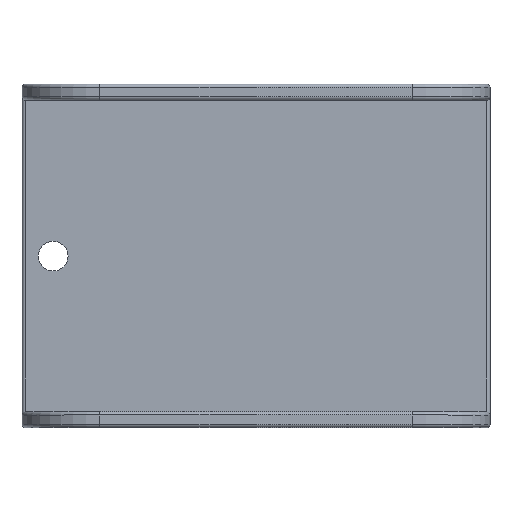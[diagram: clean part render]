
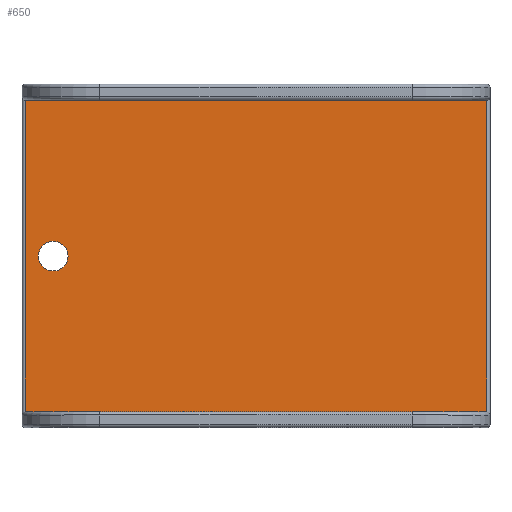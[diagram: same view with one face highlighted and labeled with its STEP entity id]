
A CAD part, top view. The second image highlights one B-rep face of the part: STEP entity #650.
In plain terms, the highlighted planar face has unit normal (0, 0, 1).
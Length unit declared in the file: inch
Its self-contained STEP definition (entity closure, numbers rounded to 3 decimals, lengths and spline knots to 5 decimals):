
#35=CARTESIAN_POINT('',(-1.3,0.,-0.4));
#36=DIRECTION('',(0.,0.,-1.));
#37=DIRECTION('',(0.,1.,0.));
#38=AXIS2_PLACEMENT_3D('',#35,#36,#37);
#40=CARTESIAN_POINT('',(-1.3,0.,-0.4));
#41=DIRECTION('',(0.,0.,-1.));
#42=DIRECTION('',(0.,-1.,0.));
#43=AXIS2_PLACEMENT_3D('',#40,#41,#42);
#45=DIRECTION('',(0.,-1.,0.));
#46=VECTOR('',#45,2.);
#47=CARTESIAN_POINT('',(1.48,1.,-0.4));
#48=LINE('',#47,#46);
#49=DIRECTION('',(-1.,0.,0.));
#50=VECTOR('',#49,2.96);
#51=CARTESIAN_POINT('',(1.48,-1.,-0.4));
#52=LINE('',#51,#50);
#53=DIRECTION('',(0.,1.,0.));
#54=VECTOR('',#53,2.);
#55=CARTESIAN_POINT('',(-1.48,-1.,-0.4));
#56=LINE('',#55,#54);
#270=DIRECTION('',(-1.,0.,0.));
#271=VECTOR('',#270,2.96);
#272=CARTESIAN_POINT('',(1.48,1.,-0.4));
#273=LINE('',#272,#271);
#473=CARTESIAN_POINT('',(-1.3,0.095,-0.4));
#474=VERTEX_POINT('',#473);
#475=CARTESIAN_POINT('',(-1.3,-0.095,-0.4));
#476=VERTEX_POINT('',#475);
#511=CARTESIAN_POINT('',(1.48,1.,-0.4));
#512=CARTESIAN_POINT('',(1.48,-1.,-0.4));
#513=VERTEX_POINT('',#511);
#514=VERTEX_POINT('',#512);
#516=CARTESIAN_POINT('',(-1.48,-1.,-0.4));
#518=VERTEX_POINT('',#516);
#535=CARTESIAN_POINT('',(-1.48,1.,-0.4));
#536=VERTEX_POINT('',#535);
#631=CARTESIAN_POINT('',(1.5,-1.,-0.4));
#632=DIRECTION('',(0.,0.,-1.));
#633=DIRECTION('',(0.,1.,0.));
#634=AXIS2_PLACEMENT_3D('',#631,#632,#633);
#635=PLANE('',#634);
#637=ORIENTED_EDGE('',*,*,#636,.T.);
#639=ORIENTED_EDGE('',*,*,#638,.T.);
#641=ORIENTED_EDGE('',*,*,#640,.T.);
#643=ORIENTED_EDGE('',*,*,#642,.F.);
#644=EDGE_LOOP('',(#637,#639,#641,#643));
#645=FACE_OUTER_BOUND('',#644,.F.);
#646=ORIENTED_EDGE('',*,*,#611,.F.);
#647=ORIENTED_EDGE('',*,*,#625,.F.);
#648=EDGE_LOOP('',(#646,#647));
#649=FACE_BOUND('',#648,.F.);
#650=ADVANCED_FACE('',(#645,#649),#635,.F.);
#39=CIRCLE('',#38,0.095);
#44=CIRCLE('',#43,0.095);
#611=EDGE_CURVE('',#474,#476,#39,.T.);
#625=EDGE_CURVE('',#476,#474,#44,.T.);
#636=EDGE_CURVE('',#513,#514,#48,.T.);
#638=EDGE_CURVE('',#514,#518,#52,.T.);
#640=EDGE_CURVE('',#518,#536,#56,.T.);
#642=EDGE_CURVE('',#513,#536,#273,.T.);
